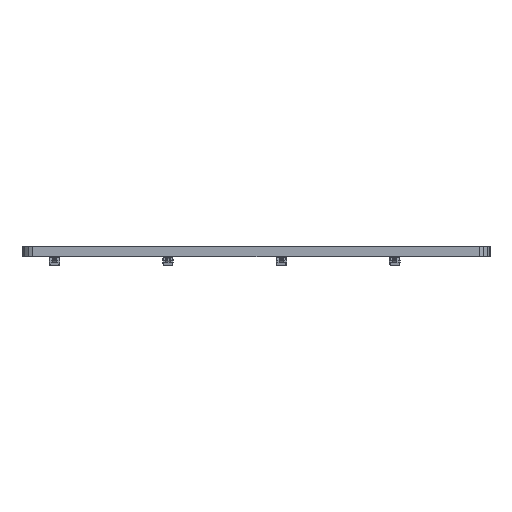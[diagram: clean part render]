
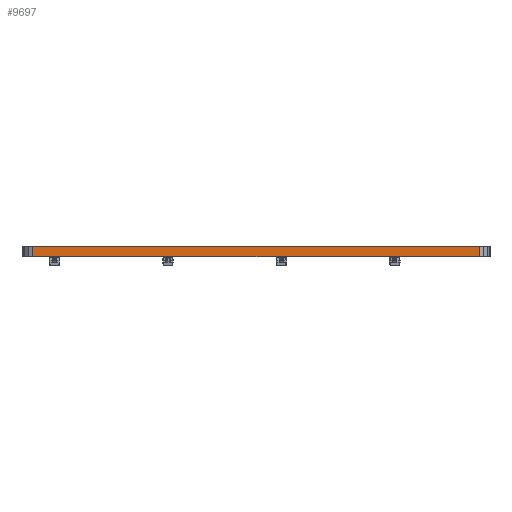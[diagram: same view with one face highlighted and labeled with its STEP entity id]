
A CAD part, left-side view. The second image highlights one B-rep face of the part: STEP entity #9697.
In plain terms, the highlighted planar face has unit normal (-1, 0, 0).
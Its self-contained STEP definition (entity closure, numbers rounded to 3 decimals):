
#2414 = VERTEX_POINT('',#2415);
#2415 = CARTESIAN_POINT('',(-103.075,33.429,0.));
#2421 = EDGE_CURVE('',#2422,#2414,#2424,.T.);
#2422 = VERTEX_POINT('',#2423);
#2423 = CARTESIAN_POINT('',(-103.075,-33.429,0.));
#2424 = LINE('',#2425,#2426);
#2425 = CARTESIAN_POINT('',(-103.075,-33.429,0.));
#2426 = VECTOR('',#2427,1.);
#2427 = DIRECTION('',(0.,1.,0.));
#6003 = VERTEX_POINT('',#6004);
#6004 = CARTESIAN_POINT('',(-103.075,33.429,1.51));
#6010 = EDGE_CURVE('',#6011,#6003,#6013,.T.);
#6011 = VERTEX_POINT('',#6012);
#6012 = CARTESIAN_POINT('',(-103.075,-33.429,1.51));
#6013 = LINE('',#6014,#6015);
#6014 = CARTESIAN_POINT('',(-103.075,-33.429,1.51));
#6015 = VECTOR('',#6016,1.);
#6016 = DIRECTION('',(0.,1.,0.));
#9667 = EDGE_CURVE('',#2414,#6003,#9668,.T.);
#9668 = LINE('',#9669,#9670);
#9669 = CARTESIAN_POINT('',(-103.075,33.429,0.));
#9670 = VECTOR('',#9671,1.);
#9671 = DIRECTION('',(0.,0.,1.));
#9697 = ADVANCED_FACE('',(#9698),#9709,.T.);
#9698 = FACE_BOUND('',#9699,.T.);
#9699 = EDGE_LOOP('',(#9700,#9706,#9707,#9708));
#9700 = ORIENTED_EDGE('',*,*,#9701,.T.);
#9701 = EDGE_CURVE('',#2422,#6011,#9702,.T.);
#9702 = LINE('',#9703,#9704);
#9703 = CARTESIAN_POINT('',(-103.075,-33.429,0.));
#9704 = VECTOR('',#9705,1.);
#9705 = DIRECTION('',(0.,0.,1.));
#9706 = ORIENTED_EDGE('',*,*,#6010,.T.);
#9707 = ORIENTED_EDGE('',*,*,#9667,.F.);
#9708 = ORIENTED_EDGE('',*,*,#2421,.F.);
#9709 = PLANE('',#9710);
#9710 = AXIS2_PLACEMENT_3D('',#9711,#9712,#9713);
#9711 = CARTESIAN_POINT('',(-103.075,-33.429,0.));
#9712 = DIRECTION('',(-1.,0.,0.));
#9713 = DIRECTION('',(0.,1.,0.));
